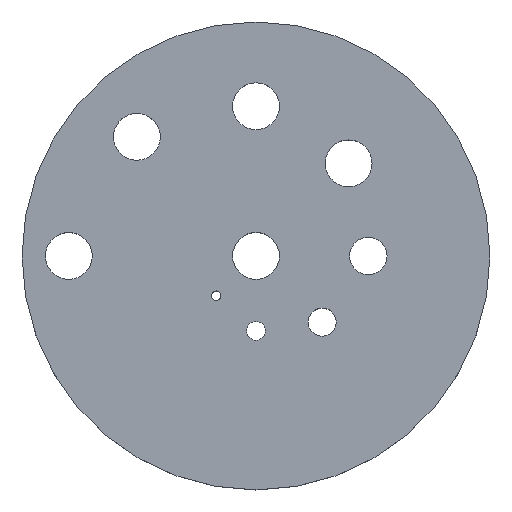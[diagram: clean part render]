
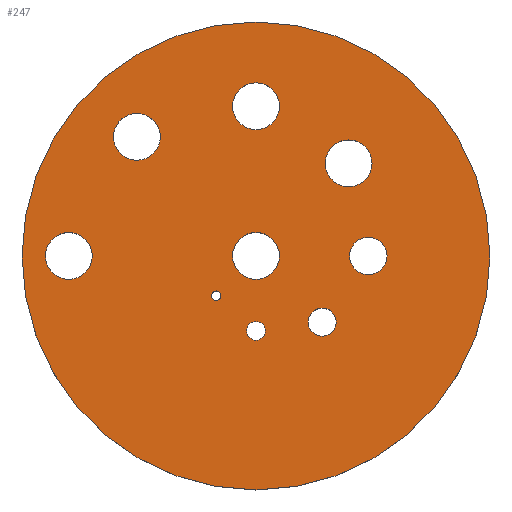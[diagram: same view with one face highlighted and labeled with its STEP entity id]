
A CAD part, top view. The second image highlights one B-rep face of the part: STEP entity #247.
In plain terms, the highlighted planar face has unit normal (0, 0, 1).
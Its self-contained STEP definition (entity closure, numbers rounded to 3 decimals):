
#15=FACE_BOUND('',#58,.T.);
#16=FACE_BOUND('',#59,.T.);
#17=FACE_BOUND('',#60,.T.);
#18=FACE_BOUND('',#61,.T.);
#19=FACE_BOUND('',#62,.T.);
#20=FACE_BOUND('',#63,.T.);
#21=FACE_BOUND('',#64,.T.);
#22=FACE_BOUND('',#65,.T.);
#23=FACE_BOUND('',#66,.T.);
#33=PLANE('',#293);
#45=FACE_OUTER_BOUND('',#57,.T.);
#57=EDGE_LOOP('',(#207));
#58=EDGE_LOOP('',(#208));
#59=EDGE_LOOP('',(#209));
#60=EDGE_LOOP('',(#210));
#61=EDGE_LOOP('',(#211));
#62=EDGE_LOOP('',(#212));
#63=EDGE_LOOP('',(#213));
#64=EDGE_LOOP('',(#214));
#65=EDGE_LOOP('',(#215));
#66=EDGE_LOOP('',(#216));
#98=CIRCLE('',#265,2.5);
#100=CIRCLE('',#268,1.5);
#102=CIRCLE('',#271,2.5);
#104=CIRCLE('',#274,2.5);
#106=CIRCLE('',#277,2.5);
#108=CIRCLE('',#280,0.5);
#110=CIRCLE('',#283,2.);
#112=CIRCLE('',#286,2.5);
#114=CIRCLE('',#289,1.);
#116=CIRCLE('',#292,25.);
#118=VERTEX_POINT('',#375);
#120=VERTEX_POINT('',#381);
#122=VERTEX_POINT('',#387);
#124=VERTEX_POINT('',#393);
#126=VERTEX_POINT('',#399);
#128=VERTEX_POINT('',#405);
#130=VERTEX_POINT('',#411);
#132=VERTEX_POINT('',#417);
#134=VERTEX_POINT('',#423);
#136=VERTEX_POINT('',#429);
#139=EDGE_CURVE('',#118,#118,#98,.T.);
#142=EDGE_CURVE('',#120,#120,#100,.T.);
#145=EDGE_CURVE('',#122,#122,#102,.T.);
#148=EDGE_CURVE('',#124,#124,#104,.T.);
#151=EDGE_CURVE('',#126,#126,#106,.T.);
#154=EDGE_CURVE('',#128,#128,#108,.T.);
#157=EDGE_CURVE('',#130,#130,#110,.T.);
#160=EDGE_CURVE('',#132,#132,#112,.T.);
#163=EDGE_CURVE('',#134,#134,#114,.T.);
#166=EDGE_CURVE('',#136,#136,#116,.T.);
#207=ORIENTED_EDGE('',*,*,#166,.T.);
#208=ORIENTED_EDGE('',*,*,#163,.T.);
#209=ORIENTED_EDGE('',*,*,#160,.T.);
#210=ORIENTED_EDGE('',*,*,#157,.T.);
#211=ORIENTED_EDGE('',*,*,#154,.T.);
#212=ORIENTED_EDGE('',*,*,#151,.T.);
#213=ORIENTED_EDGE('',*,*,#148,.T.);
#214=ORIENTED_EDGE('',*,*,#145,.T.);
#215=ORIENTED_EDGE('',*,*,#142,.T.);
#216=ORIENTED_EDGE('',*,*,#139,.T.);
#247=ADVANCED_FACE('',(#45,#15,#16,#17,#18,#19,#20,#21,#22,#23),#33,.T.);
#265=AXIS2_PLACEMENT_3D('',#377,#302,#303);
#268=AXIS2_PLACEMENT_3D('',#383,#309,#310);
#271=AXIS2_PLACEMENT_3D('',#389,#316,#317);
#274=AXIS2_PLACEMENT_3D('',#395,#323,#324);
#277=AXIS2_PLACEMENT_3D('',#401,#330,#331);
#280=AXIS2_PLACEMENT_3D('',#407,#337,#338);
#283=AXIS2_PLACEMENT_3D('',#413,#344,#345);
#286=AXIS2_PLACEMENT_3D('',#419,#351,#352);
#289=AXIS2_PLACEMENT_3D('',#425,#358,#359);
#292=AXIS2_PLACEMENT_3D('',#431,#365,#366);
#293=AXIS2_PLACEMENT_3D('',#432,#367,#368);
#302=DIRECTION('center_axis',(0.,0.,
-1.));
#303=DIRECTION('ref_axis',(-1.,0.,0.));
#309=DIRECTION('center_axis',(0.,0.,
-1.));
#310=DIRECTION('ref_axis',(-1.,0.,0.));
#316=DIRECTION('center_axis',(0.,0.,
-1.));
#317=DIRECTION('ref_axis',(-1.,0.,0.));
#323=DIRECTION('center_axis',(0.,0.,
-1.));
#324=DIRECTION('ref_axis',(-1.,0.,0.));
#330=DIRECTION('center_axis',(0.,0.,
-1.));
#331=DIRECTION('ref_axis',(-1.,0.,0.));
#337=DIRECTION('center_axis',(0.,0.,
-1.));
#338=DIRECTION('ref_axis',(-1.,0.,0.));
#344=DIRECTION('center_axis',(0.,0.,
-1.));
#345=DIRECTION('ref_axis',(-1.,0.,0.));
#351=DIRECTION('center_axis',(0.,0.,
-1.));
#352=DIRECTION('ref_axis',(-1.,0.,0.));
#358=DIRECTION('center_axis',(0.,0.,
-1.));
#359=DIRECTION('ref_axis',(-1.,0.,0.));
#365=DIRECTION('center_axis',(0.,0.,
1.));
#366=DIRECTION('ref_axis',(-1.,0.,0.));
#367=DIRECTION('center_axis',(0.,0.,
1.));
#368=DIRECTION('ref_axis',(-1.,0.,0.));
#375=CARTESIAN_POINT('',(3.454,99.739,8.));
#377=CARTESIAN_POINT('Origin',(0.954,99.739,8.));
#381=CARTESIAN_POINT('',(9.525,76.668,8.));
#383=CARTESIAN_POINT('Origin',(8.025,76.668,8.));
#387=CARTESIAN_POINT('',(-9.274,96.467,8.));
#389=CARTESIAN_POINT('Origin',(-11.774,96.467,8.));
#393=CARTESIAN_POINT('',(-16.546,83.739,8.));
#395=CARTESIAN_POINT('Origin',(-19.046,83.739,8.));
#399=CARTESIAN_POINT('',(13.354,93.638,8.));
#401=CARTESIAN_POINT('Origin',(10.854,93.638,8.));
#405=CARTESIAN_POINT('',(-2.788,79.496,8.));
#407=CARTESIAN_POINT('Origin',(-3.288,79.496,8.));
#411=CARTESIAN_POINT('',(14.954,83.739,8.));
#413=CARTESIAN_POINT('Origin',(12.954,83.739,8.));
#417=CARTESIAN_POINT('',(3.454,83.739,8.));
#419=CARTESIAN_POINT('Origin',(0.954,83.739,8.));
#423=CARTESIAN_POINT('',(1.954,75.739,8.));
#425=CARTESIAN_POINT('Origin',(0.954,75.739,8.));
#429=CARTESIAN_POINT('',(25.954,83.739,8.));
#431=CARTESIAN_POINT('Origin',(0.954,83.739,8.));
#432=CARTESIAN_POINT('Origin',(0.954,83.739,8.));
